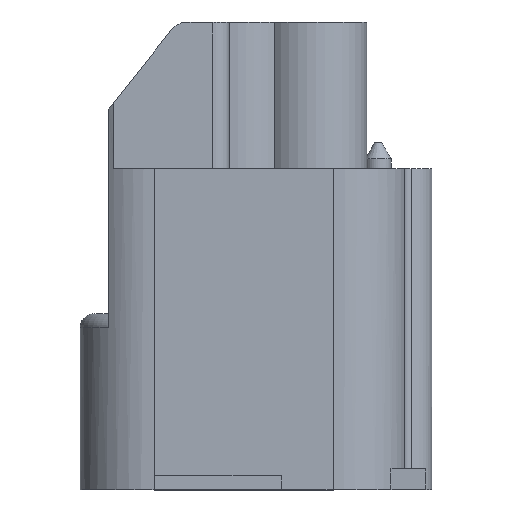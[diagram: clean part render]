
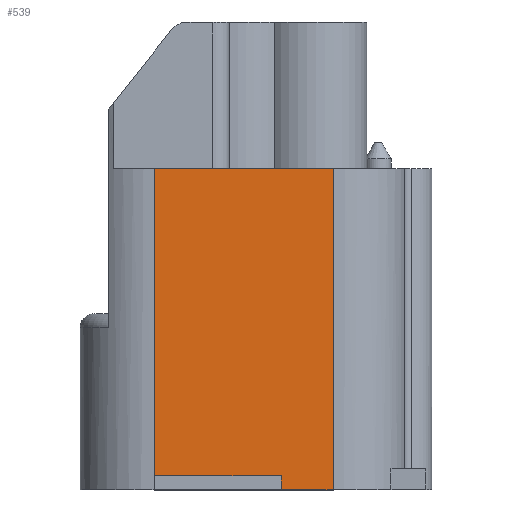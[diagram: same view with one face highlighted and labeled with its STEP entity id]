
A CAD part, top view. The second image highlights one B-rep face of the part: STEP entity #539.
In plain terms, the highlighted planar face has unit normal (0, 0, 1).
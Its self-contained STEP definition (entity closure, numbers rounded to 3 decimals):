
#184=B_SPLINE_CURVE_WITH_KNOTS('',3,(#7362,#7363,#7364,#7365,#7366,#7367,
#7368,#7369,#7370,#7371),.UNSPECIFIED.,.F.,.F.,(4,3,3,4),(0.,0.083,
0.909,1.),.UNSPECIFIED.);
#539=ADVANCED_FACE('',(#894),#705,.T.);
#705=PLANE('',#4685);
#894=FACE_OUTER_BOUND('',#1098,.T.);
#1098=EDGE_LOOP('',(#2158,#2159,#2160,#2161,#2162,#2163,#2164,#2165));
#2158=ORIENTED_EDGE('',*,*,#3457,.F.);
#2159=ORIENTED_EDGE('',*,*,#3476,.T.);
#2160=ORIENTED_EDGE('',*,*,#3477,.F.);
#2161=ORIENTED_EDGE('',*,*,#3478,.F.);
#2162=ORIENTED_EDGE('',*,*,#3479,.T.);
#2163=ORIENTED_EDGE('',*,*,#3480,.F.);
#2164=ORIENTED_EDGE('',*,*,#3481,.F.);
#2165=ORIENTED_EDGE('',*,*,#3482,.F.);
#2847=VERTEX_POINT('',#7361);
#2848=VERTEX_POINT('',#7372);
#2861=VERTEX_POINT('',#7428);
#2862=VERTEX_POINT('',#7430);
#2863=VERTEX_POINT('',#7432);
#2864=VERTEX_POINT('',#7434);
#2865=VERTEX_POINT('',#7436);
#2866=VERTEX_POINT('',#7438);
#3457=EDGE_CURVE('',#2847,#2848,#184,.T.);
#3476=EDGE_CURVE('',#2847,#2861,#3945,.T.);
#3477=EDGE_CURVE('',#2862,#2861,#3946,.T.);
#3478=EDGE_CURVE('',#2863,#2862,#3947,.T.);
#3479=EDGE_CURVE('',#2863,#2864,#3948,.T.);
#3480=EDGE_CURVE('',#2865,#2864,#3949,.T.);
#3481=EDGE_CURVE('',#2866,#2865,#3950,.T.);
#3482=EDGE_CURVE('',#2848,#2866,#3951,.T.);
#3945=LINE('',#7427,#4352);
#3946=LINE('',#7429,#4353);
#3947=LINE('',#7431,#4354);
#3948=LINE('',#7433,#4355);
#3949=LINE('',#7435,#4356);
#3950=LINE('',#7437,#4357);
#3951=LINE('',#7439,#4358);
#4352=VECTOR('',#5682,1.);
#4353=VECTOR('',#5683,1.);
#4354=VECTOR('',#5684,1.);
#4355=VECTOR('',#5685,1.);
#4356=VECTOR('',#5686,1.);
#4357=VECTOR('',#5687,1.);
#4358=VECTOR('',#5688,1.);
#4685=AXIS2_PLACEMENT_3D('',#7440,#5689,#5690);
#5682=DIRECTION('',(1.,0.,0.));
#5683=DIRECTION('',(0.,-1.,0.));
#5684=DIRECTION('',(-1.,0.,0.));
#5685=DIRECTION('',(0.,-1.,0.));
#5686=DIRECTION('',(-1.,0.,0.));
#5687=DIRECTION('',(0.,-1.,0.));
#5688=DIRECTION('',(1.,0.,0.));
#5689=DIRECTION('',(0.,0.,1.));
#5690=DIRECTION('',(1.,0.,0.));
#7361=CARTESIAN_POINT('',(-8.6,-5.,7.925));
#7362=CARTESIAN_POINT('',(-8.6,-5.551,7.925));
#7363=CARTESIAN_POINT('',(-8.6,-4.868,7.925));
#7364=CARTESIAN_POINT('',(-8.6,-4.185,7.925));
#7365=CARTESIAN_POINT('',(-8.6,-3.501,7.925));
#7366=CARTESIAN_POINT('',(-8.6,3.332,7.925));
#7367=CARTESIAN_POINT('',(-8.6,10.166,7.925));
#7368=CARTESIAN_POINT('',(-8.6,17.,7.925));
#7369=CARTESIAN_POINT('',(-8.6,17.752,7.925));
#7370=CARTESIAN_POINT('',(-8.6,18.503,7.925));
#7371=CARTESIAN_POINT('',(-8.6,19.255,7.925));
#7372=CARTESIAN_POINT('',(-8.6,18.,7.925));
#7427=CARTESIAN_POINT('',(12.66,-5.,7.925));
#7428=CARTESIAN_POINT('',(-8.55,-5.,7.925));
#7429=CARTESIAN_POINT('',(-8.55,-5.,7.925));
#7430=CARTESIAN_POINT('',(-8.55,-4.,7.925));
#7431=CARTESIAN_POINT('',(-8.6,-4.,7.925));
#7432=CARTESIAN_POINT('',(0.5,-4.,7.925));
#7433=CARTESIAN_POINT('',(0.5,-5.,7.925));
#7434=CARTESIAN_POINT('',(0.5,-5.,7.925));
#7435=CARTESIAN_POINT('',(-8.6,-5.,7.925));
#7436=CARTESIAN_POINT('',(4.225,-5.,7.925));
#7437=CARTESIAN_POINT('',(4.225,6.25,7.925));
#7438=CARTESIAN_POINT('',(4.225,18.,7.925));
#7439=CARTESIAN_POINT('',(-8.6,18.,7.925));
#7440=CARTESIAN_POINT('',(-8.6,-5.,7.925));
